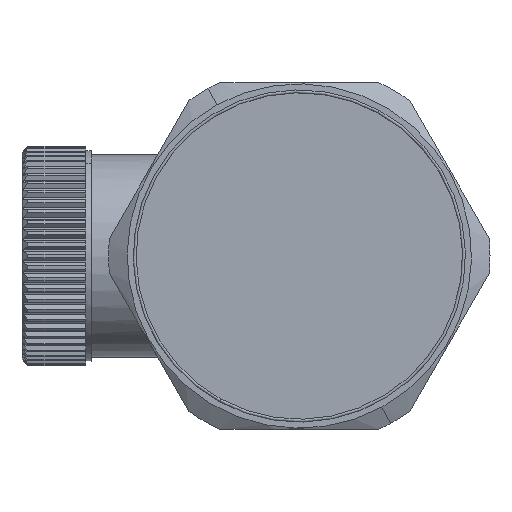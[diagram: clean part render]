
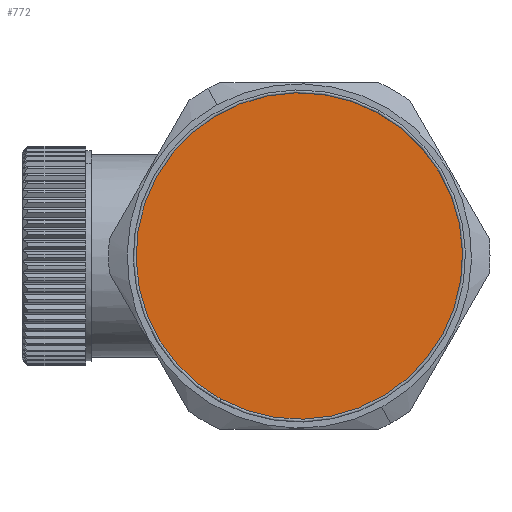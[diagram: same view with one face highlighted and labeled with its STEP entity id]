
A CAD part, left-side view. The second image highlights one B-rep face of the part: STEP entity #772.
In plain terms, the highlighted planar face has unit normal (-1, 0, 0).
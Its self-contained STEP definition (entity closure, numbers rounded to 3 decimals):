
#61=CARTESIAN_POINT('Vertex',(-32.5,6.772,-12.396)) ;
#77=CARTESIAN_POINT('Vertex',(-32.5,-6.772,12.396)) ;
#80=CARTESIAN_POINT('Axis2P3D Location',(-32.5,0.,0.)) ;
#97=CARTESIAN_POINT('Axis2P3D Location',(-32.5,0.,0.)) ;
#109=CARTESIAN_POINT('Axis2P3D Location',(-32.5,0.,0.)) ;
#81=DIRECTION('Axis2P3D Direction',(1.,0.,0.)) ;
#98=DIRECTION('Axis2P3D Direction',(1.,0.,0.)) ;
#110=DIRECTION('Axis2P3D Direction',(1.,0.,0.)) ;
#111=DIRECTION('Axis2P3D XDirection',(0.,1.,0.)) ;
#82=AXIS2_PLACEMENT_3D('Circle Axis2P3D',#80,#81,$) ;
#99=AXIS2_PLACEMENT_3D('Circle Axis2P3D',#97,#98,$) ;
#112=AXIS2_PLACEMENT_3D('Plane Axis2P3D',#109,#110,#111) ;
#769=ORIENTED_EDGE('',*,*,#84,.F.) ;
#770=ORIENTED_EDGE('',*,*,#101,.F.) ;
#772=ADVANCED_FACE('PartBody',(#771),#113,.F.) ;
#83=CIRCLE('generated circle',#82,14.125) ;
#100=CIRCLE('generated circle',#99,14.125) ;
#84=EDGE_CURVE('',#78,#62,#83,.T.) ;
#101=EDGE_CURVE('',#62,#78,#100,.T.) ;
#768=EDGE_LOOP('',(#769,#770)) ;
#771=FACE_OUTER_BOUND('',#768,.T.) ;
#113=PLANE('',#112) ;
#62=VERTEX_POINT('',#61) ;
#78=VERTEX_POINT('',#77) ;
